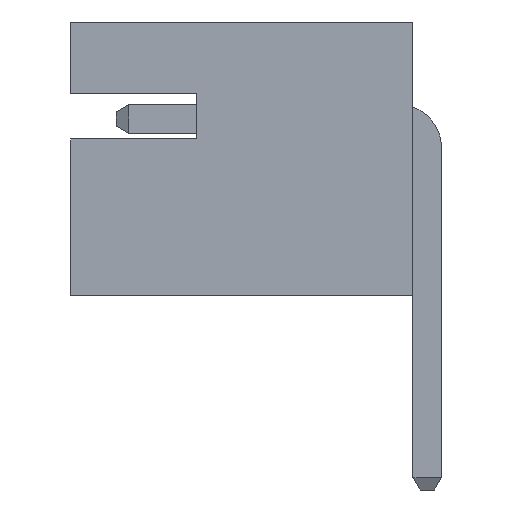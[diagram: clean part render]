
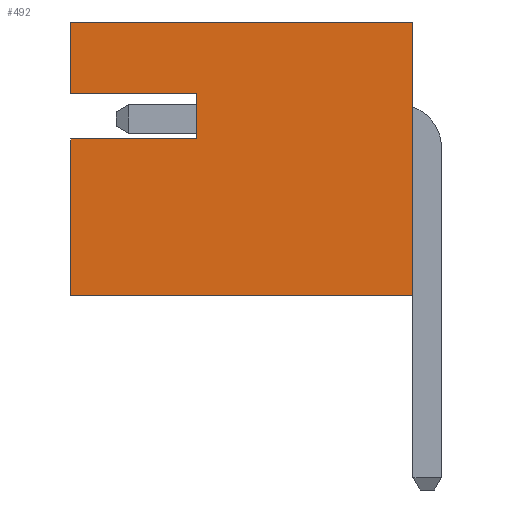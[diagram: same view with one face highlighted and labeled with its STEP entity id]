
A CAD part, left-side view. The second image highlights one B-rep face of the part: STEP entity #492.
In plain terms, the highlighted planar face has unit normal (-1, 0, 0).
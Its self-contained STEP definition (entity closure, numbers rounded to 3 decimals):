
#492=ADVANCED_FACE('',(#1146),#1148,.T.);
#1146=FACE_BOUND('',#1147,.T.);
#1147=EDGE_LOOP('',(#1682,#1683,#1684,#1685,#1686,#1687,#1688,#1689));
#1148=PLANE('',#1149);
#1149=AXIS2_PLACEMENT_3D('',#1150,#1151,#1152);
#1150=CARTESIAN_POINT('',(-10.,0.25,0.));
#1151=DIRECTION('',(-1.,0.,0.));
#1152=DIRECTION('',(0.,0.,1.));
#1682=ORIENTED_EDGE('',*,*,#2062,.T.);
#1683=ORIENTED_EDGE('',*,*,#2063,.T.);
#1684=ORIENTED_EDGE('',*,*,#2064,.F.);
#1685=ORIENTED_EDGE('',*,*,#2016,.F.);
#1686=ORIENTED_EDGE('',*,*,#2042,.T.);
#1687=ORIENTED_EDGE('',*,*,#2055,.T.);
#1688=ORIENTED_EDGE('',*,*,#2065,.F.);
#1689=ORIENTED_EDGE('',*,*,#2066,.T.);
#2016=EDGE_CURVE('',#2277,#2279,#2280,.T.);
#2042=EDGE_CURVE('',#2277,#2316,#2318,.T.);
#2055=EDGE_CURVE('',#2316,#2341,#2343,.T.);
#2062=EDGE_CURVE('',#2354,#2355,#2356,.F.);
#2063=EDGE_CURVE('',#2355,#2357,#2358,.F.);
#2064=EDGE_CURVE('',#2279,#2357,#2359,.T.);
#2065=EDGE_CURVE('',#2360,#2341,#2361,.T.);
#2066=EDGE_CURVE('',#2360,#2354,#2362,.F.);
#2277=VERTEX_POINT('',#2737);
#2279=VERTEX_POINT('',#2741);
#2280=LINE('',#2742,#2743);
#2316=VERTEX_POINT('',#2828);
#2318=LINE('',#2832,#2833);
#2341=VERTEX_POINT('',#2879);
#2343=LINE('',#2883,#2884);
#2354=VERTEX_POINT('',#2908);
#2355=VERTEX_POINT('',#2909);
#2356=LINE('',#2910,#2911);
#2357=VERTEX_POINT('',#2913);
#2358=LINE('',#2914,#2915);
#2359=LINE('',#2917,#2918);
#2360=VERTEX_POINT('',#2920);
#2361=LINE('',#2921,#2922);
#2362=LINE('',#2924,#2925);
#2737=CARTESIAN_POINT('',(-10.,0.25,0.));
#2741=CARTESIAN_POINT('',(-10.,6.25,0.));
#2742=CARTESIAN_POINT('',(-10.,0.25,0.));
#2743=VECTOR('',#2744,1.);
#2744=DIRECTION('',(0.,1.,0.));
#2828=CARTESIAN_POINT('',(-10.,0.25,4.8));
#2832=CARTESIAN_POINT('',(-10.,0.25,0.));
#2833=VECTOR('',#2834,1.);
#2834=DIRECTION('',(0.,0.,1.));
#2879=CARTESIAN_POINT('',(-10.,6.25,4.8));
#2883=CARTESIAN_POINT('',(-10.,0.25,4.8));
#2884=VECTOR('',#2885,1.);
#2885=DIRECTION('',(0.,1.,0.));
#2908=CARTESIAN_POINT('',(-10.,4.05,3.55));
#2909=CARTESIAN_POINT('',(-10.,4.05,2.75));
#2910=CARTESIAN_POINT('',(-10.,4.05,2.75));
#2911=VECTOR('',#2912,1.);
#2912=DIRECTION('',(0.,0.,1.));
#2913=CARTESIAN_POINT('',(-10.,6.25,2.75));
#2914=CARTESIAN_POINT('',(-10.,6.25,2.75));
#2915=VECTOR('',#2916,1.);
#2916=DIRECTION('',(0.,-1.,0.));
#2917=CARTESIAN_POINT('',(-10.,6.25,0.));
#2918=VECTOR('',#2919,1.);
#2919=DIRECTION('',(0.,0.,1.));
#2920=CARTESIAN_POINT('',(-10.,6.25,3.55));
#2921=CARTESIAN_POINT('',(-10.,6.25,3.55));
#2922=VECTOR('',#2923,1.);
#2923=DIRECTION('',(0.,0.,1.));
#2924=CARTESIAN_POINT('',(-10.,4.05,3.55));
#2925=VECTOR('',#2926,1.);
#2926=DIRECTION('',(0.,1.,0.));
